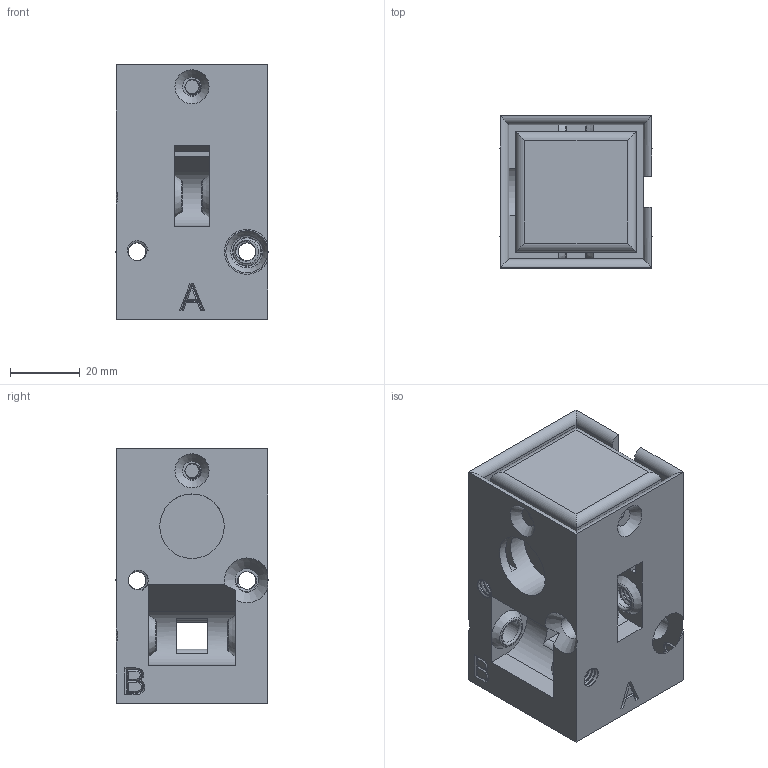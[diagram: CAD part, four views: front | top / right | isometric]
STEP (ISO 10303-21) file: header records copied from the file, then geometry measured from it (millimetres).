
FILE_DESCRIPTION(/* description */ (''),/* implementation_level */ '2;1');
FILE_NAME(/* name */ 'Inner Tube Bearing Block.step',/* time_stamp */ '2023-09-19T19:00:39-04:00',/* author */ (''),/* organization */ (''),/* preprocessor_version */ 'ST-DEVELOPER v20',/* originating_system */ 'Autodesk Translation Framework v12.9.0.99',/* authorisation */ '');
FILE_SCHEMA (('AUTOMOTIVE_DESIGN { 1 0 10303 214 3 1 1 }'));
Length unit declared in the file: inch
Products named in the file (1): Inner Tube Bearing Block
Bounding box: 43.58 x 43.58 x 73.03 mm (x, y, z)
Volume: 103668.4 mm3; surface area: 31330.8 mm2
Topology: 1 solids, 1 shells, 495 faces, 1423 edges, 935 vertices
Faces by surface type: cylinder 270, plane 124, bspline 68, cone 17, torus 16
Full cylindrical faces by diameter (mm): 4.064 x18, 4.826 x33, 5.118 x12, 6.35 x22, 6.756 x8, 18.5 x1
Entity records: 30620 total; most frequent: CARTESIAN_POINT 18964, ORIENTED_EDGE 2842, DIRECTION 1784, EDGE_CURVE 1421, VERTEX_POINT 935, B_SPLINE_CURVE_WITH_KNOTS 677, AXIS2_PLACEMENT_3D 620, LINE 544
